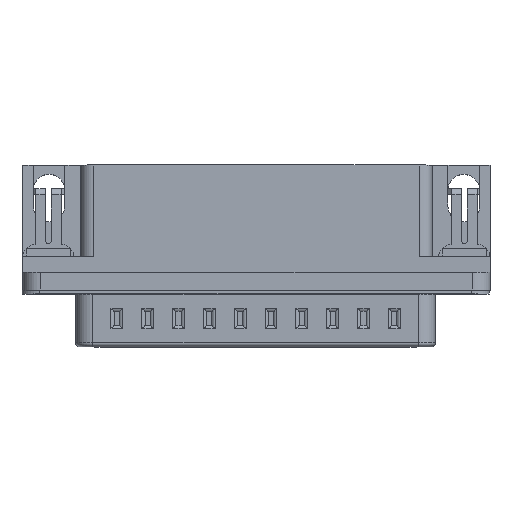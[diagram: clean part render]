
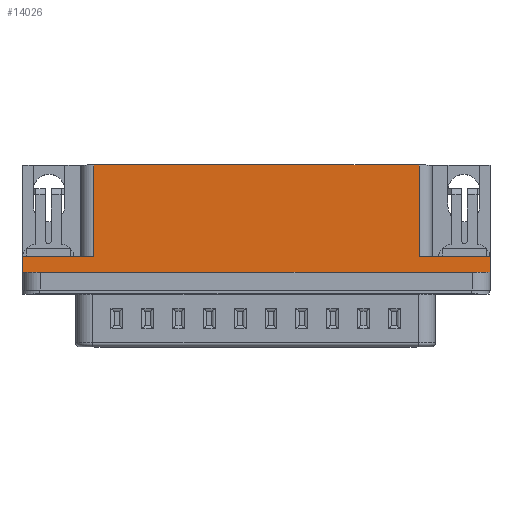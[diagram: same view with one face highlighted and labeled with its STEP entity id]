
A CAD part, top view. The second image highlights one B-rep face of the part: STEP entity #14026.
In plain terms, the highlighted planar face has unit normal (0, 0, 1).
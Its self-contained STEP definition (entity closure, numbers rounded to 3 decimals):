
#1079=LINE('',#20894,#2715);
#1140=LINE('',#21022,#2776);
#1146=LINE('',#21033,#2782);
#1149=LINE('',#21041,#2785);
#1150=LINE('',#21042,#2786);
#1151=LINE('',#21044,#2787);
#1152=LINE('',#21046,#2788);
#1153=LINE('',#21048,#2789);
#2715=VECTOR('',#16715,1000.);
#2776=VECTOR('',#16816,1000.);
#2782=VECTOR('',#16824,1000.);
#2785=VECTOR('',#16831,1000.);
#2786=VECTOR('',#16832,1000.);
#2787=VECTOR('',#16833,1000.);
#2788=VECTOR('',#16834,1000.);
#2789=VECTOR('',#16835,1000.);
#4616=ORIENTED_EDGE('',*,*,#8456,.T.);
#4617=ORIENTED_EDGE('',*,*,#8534,.T.);
#4618=ORIENTED_EDGE('',*,*,#8530,.T.);
#4619=ORIENTED_EDGE('',*,*,#8524,.F.);
#4620=ORIENTED_EDGE('',*,*,#8535,.F.);
#4621=ORIENTED_EDGE('',*,*,#8536,.T.);
#4622=ORIENTED_EDGE('',*,*,#8537,.F.);
#4623=ORIENTED_EDGE('',*,*,#8538,.T.);
#8456=EDGE_CURVE('',#10383,#10382,#1079,.T.);
#8524=EDGE_CURVE('',#10429,#10430,#1140,.T.);
#8530=EDGE_CURVE('',#10434,#10430,#1146,.T.);
#8534=EDGE_CURVE('',#10382,#10434,#1149,.T.);
#8535=EDGE_CURVE('',#10437,#10429,#1150,.T.);
#8536=EDGE_CURVE('',#10437,#10438,#1151,.T.);
#8537=EDGE_CURVE('',#10439,#10438,#1152,.T.);
#8538=EDGE_CURVE('',#10439,#10383,#1153,.T.);
#10382=VERTEX_POINT('',#20893);
#10383=VERTEX_POINT('',#20895);
#10429=VERTEX_POINT('',#21021);
#10430=VERTEX_POINT('',#21023);
#10434=VERTEX_POINT('',#21034);
#10437=VERTEX_POINT('',#21043);
#10438=VERTEX_POINT('',#21045);
#10439=VERTEX_POINT('',#21047);
#11701=EDGE_LOOP('',(#4616,#4617,#4618,#4619,#4620,#4621,#4622,#4623));
#12651=FACE_BOUND('',#11701,.T.);
#13544=PLANE('',#15023);
#14026=ADVANCED_FACE('',(#12651),#13544,.T.);
#15023=AXIS2_PLACEMENT_3D('',#21040,#16829,#16830);
#16715=DIRECTION('',(-1.,0.,0.));
#16816=DIRECTION('',(0.,1.,0.));
#16824=DIRECTION('',(-1.,0.,0.));
#16829=DIRECTION('',(0.,0.,1.));
#16830=DIRECTION('',(1.,0.,0.));
#16831=DIRECTION('',(0.,-1.,0.));
#16832=DIRECTION('',(-1.,0.,0.));
#16833=DIRECTION('',(0.,1.,0.));
#16834=DIRECTION('',(1.,0.,0.));
#16835=DIRECTION('',(0.,1.,0.));
#20893=CARTESIAN_POINT('',(-18.465,7.1,4.225));
#20894=CARTESIAN_POINT('',(26.52,7.1,4.225));
#20895=CARTESIAN_POINT('',(18.465,7.1,4.225));
#21021=CARTESIAN_POINT('',(-26.52,-5.1,4.225));
#21022=CARTESIAN_POINT('',(-26.52,-5.1,4.225));
#21023=CARTESIAN_POINT('',(-26.52,-3.3,4.225));
#21033=CARTESIAN_POINT('',(-19.965,-3.3,4.225));
#21034=CARTESIAN_POINT('',(-18.465,-3.3,4.225));
#21040=CARTESIAN_POINT('',(26.52,-5.1,4.225));
#21041=CARTESIAN_POINT('',(-18.465,-3.3,4.225));
#21042=CARTESIAN_POINT('',(26.52,-5.1,4.225));
#21043=CARTESIAN_POINT('',(26.52,-5.1,4.225));
#21044=CARTESIAN_POINT('',(26.52,-5.1,4.225));
#21045=CARTESIAN_POINT('',(26.52,-3.3,4.225));
#21046=CARTESIAN_POINT('',(19.965,-3.3,4.225));
#21047=CARTESIAN_POINT('',(18.465,-3.3,4.225));
#21048=CARTESIAN_POINT('',(18.465,7.1,4.225));
